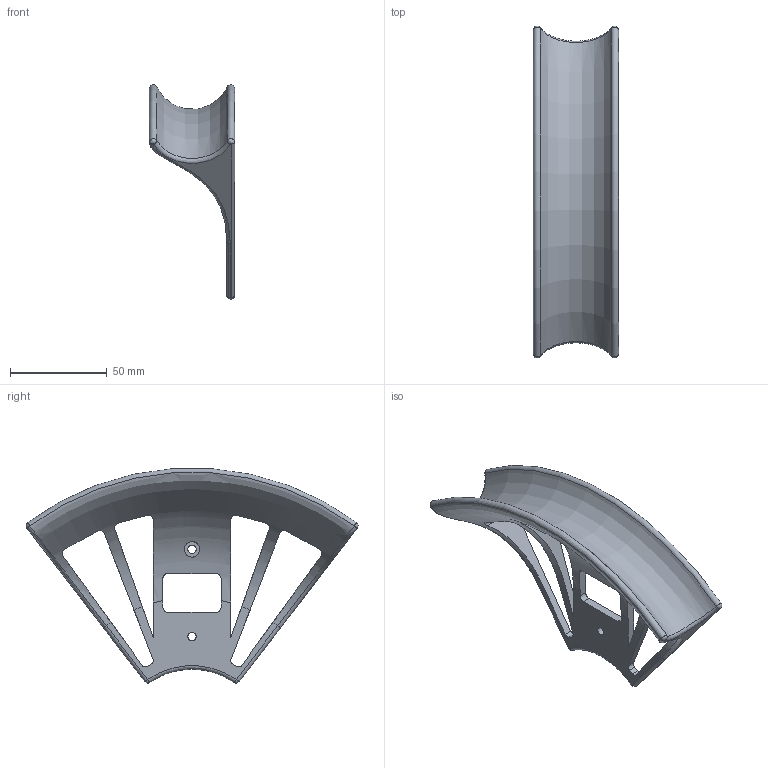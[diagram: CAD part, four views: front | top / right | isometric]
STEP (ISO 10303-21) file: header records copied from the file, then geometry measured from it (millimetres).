
FILE_DESCRIPTION(('FreeCAD Model'),'2;1');
FILE_NAME('Open CASCADE Shape Model','2023-10-07T13:55:54',(''),(''), 'Open CASCADE STEP processor 7.6','FreeCAD','Unknown');
FILE_SCHEMA(('AUTOMOTIVE_DESIGN { 1 0 10303 214 1 1 1 1 }'));
Length unit declared in the file: millimetre
Products named in the file (1): Holder
Bounding box: 44 x 171.35 x 110.78 mm (x, y, z)
Volume: 107766.9 mm3; surface area: 35633.4 mm2
Topology: 1 solids, 1 shells, 61 faces, 188 edges, 123 vertices
Faces by surface type: plane 23, cylinder 23, bspline 10, revolution 5
Full cylindrical faces by diameter (mm): 4.2 x2, 8 x1
Entity records: 8626 total; most frequent: CARTESIAN_POINT 5479, DIRECTION 414, ORIENTED_EDGE 372, PCURVE 372, DEFINITIONAL_REPRESENTATION 372, B_SPLINE_CURVE_WITH_KNOTS 258, EDGE_CURVE 186, SURFACE_CURVE 183
